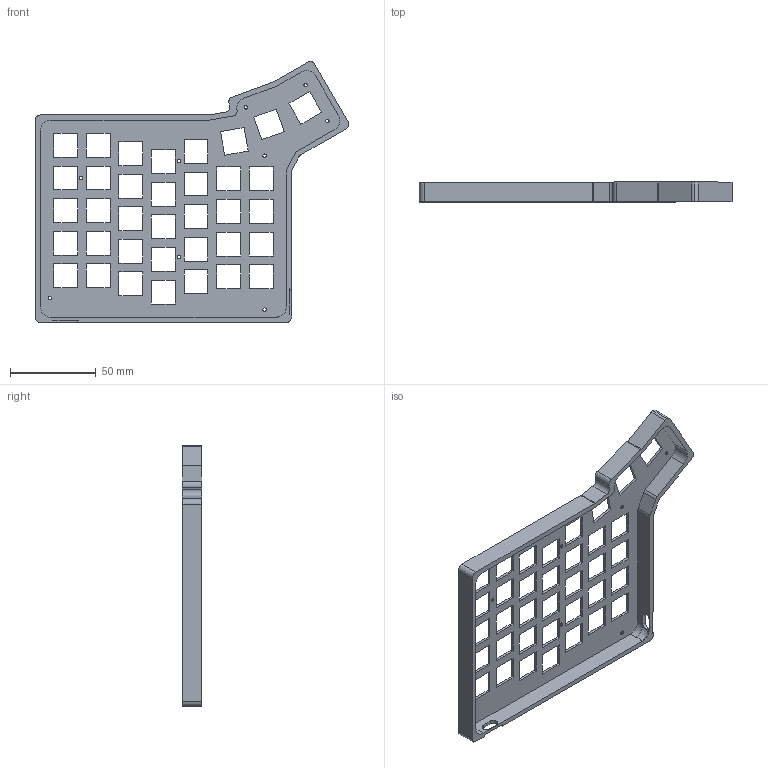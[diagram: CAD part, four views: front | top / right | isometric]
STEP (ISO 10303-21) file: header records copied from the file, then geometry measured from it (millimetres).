
FILE_DESCRIPTION (( 'STEP AP214' ), '1' );
FILE_NAME ('SwitchLayer.STEP', '2025-07-27T17:50:20', ( '' ), ( '' ), 'SwSTEP 2.0', 'SolidWorks 2024', '' );
FILE_SCHEMA (( 'AUTOMOTIVE_DESIGN' ));
Length unit declared in the file: millimetre
Products named in the file (1): SwitchLayer
Bounding box: 183.19 x 11.5 x 152.36 mm (x, y, z)
Volume: 37639.1 mm3; surface area: 41773.6 mm2
Topology: 1 solids, 1 shells, 258 faces, 748 edges, 498 vertices
Faces by surface type: plane 189, cylinder 50, cone 18, bspline 1
Entity records: 8815 total; most frequent: CARTESIAN_POINT 1664, ORIENTED_EDGE 1496, DIRECTION 1401, EDGE_CURVE 748, VECTOR 603, LINE 603, VERTEX_POINT 498, AXIS2_PLACEMENT_3D 399
